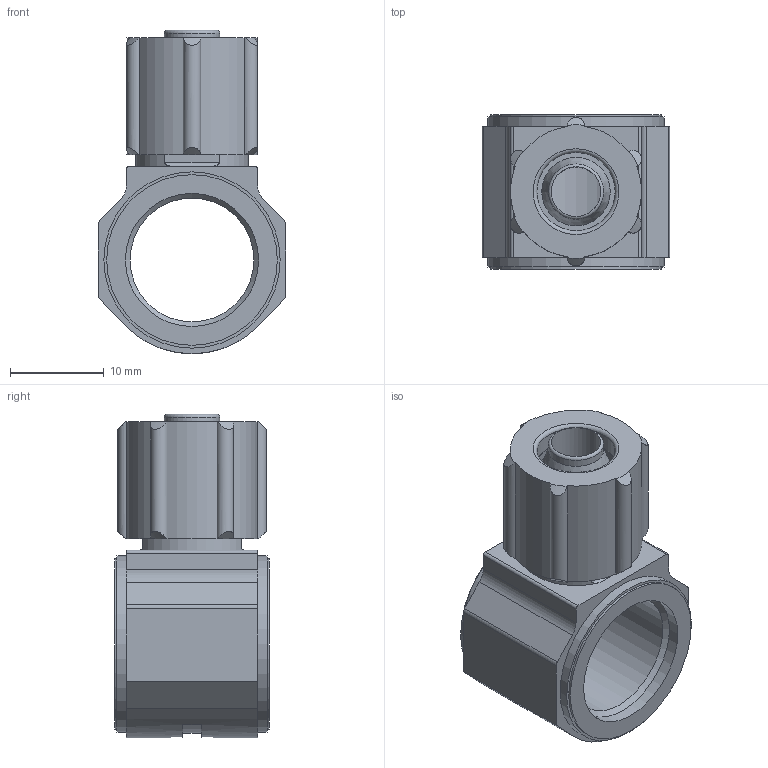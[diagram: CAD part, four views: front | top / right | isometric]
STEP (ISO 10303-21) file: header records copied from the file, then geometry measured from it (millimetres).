
FILE_DESCRIPTION(/* description */ ('STEP AP214'),/* implementation_level */ '2;1');
FILE_NAME(/* name */ '6283_LK-1_4-PK-6-KU',/* time_stamp */ '2024-09-04T18:19:54+02:00',/* author */ ('License CC BY-ND 4.0'),/* organization */ ('CADENAS'),/* preprocessor_version */ 'ST-DEVELOPER v19.3',/* originating_system */ 'PARTsolutions',/* authorisation */ ' ');
FILE_SCHEMA (('AUTOMOTIVE_DESIGN {1 0 10303 214 3 1 1}'));
Length unit declared in the file: millimetre
Products named in the file (3): 6283 LK-1/4-PK-6-KU; 253028 LCK-1/4-PK-6 KU; 211292 MCK-PK-6-KU
Assembly tree (2 placements, depth 2):
  6283 LK-1/4-PK-6-KU
    253028 LCK-1/4-PK-6 KU
    211292 MCK-PK-6-KU
Bounding box: 20 x 16.5 x 34.5 mm (x, y, z)
Volume: 4566 mm3; surface area: 4049.8 mm2
Topology: 2 solids, 2 shells, 88 faces, 219 edges, 142 vertices
Faces by surface type: cylinder 39, plane 25, cone 19, torus 5
Full cylindrical faces by diameter (mm): 5.3 x1, 5.9 x1, 6.8 x1, 8.35 x1, 10.917 x1, 12 x1, 13.2 x1, 14.2 x2, 18.2 x2, 18.8 x2
Entity records: 2693 total; most frequent: CARTESIAN_POINT 561, DIRECTION 458, ORIENTED_EDGE 386, AXIS2_PLACEMENT_3D 195, EDGE_CURVE 193, VERTEX_POINT 139, EDGE_LOOP 124, FACE_BOUND 124
